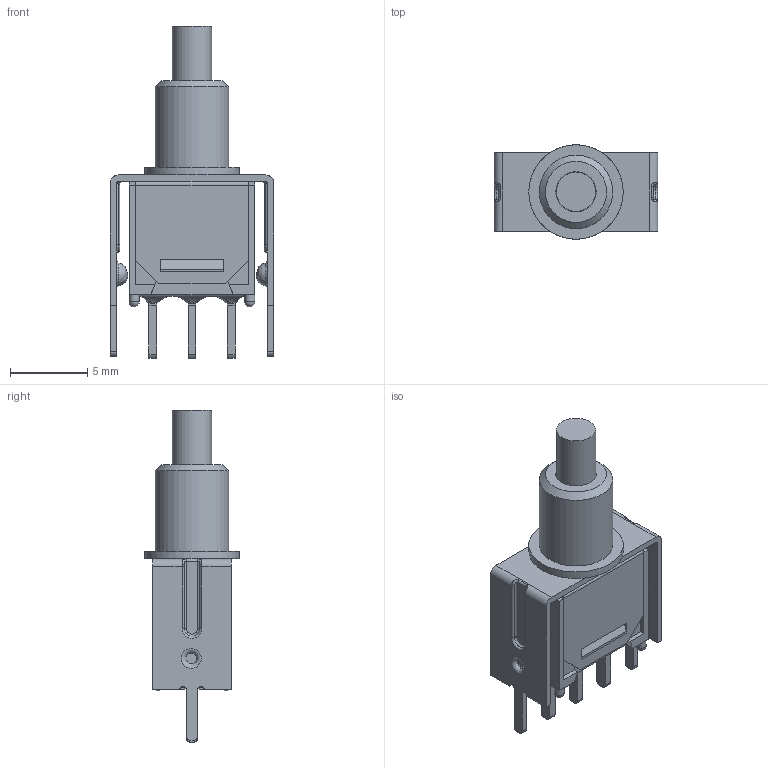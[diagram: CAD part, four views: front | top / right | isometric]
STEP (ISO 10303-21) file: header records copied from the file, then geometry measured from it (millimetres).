
FILE_DESCRIPTION(/* description */ (''),/* implementation_level */ '2;1');
FILE_NAME(/* name */ '800SPxB7VS2xE.stp',/* time_stamp */ '2025-05-16T11:05:50-05:00',/* author */ ('mroman'),/* organization */ (''),/* preprocessor_version */ 'ST-DEVELOPER v18.1',/* originating_system */ 'Autodesk Inventor 2022',/* authorisation */ '');
FILE_SCHEMA (('AUTOMOTIVE_DESIGN { 1 0 10303 214 3 1 1 }'));
Length unit declared in the file: centimetre
Products named in the file (1): 800SPxB7VS2xE
Bounding box: 10.56 x 6.1 x 21.46 mm (x, y, z)
Volume: 334.6 mm3; surface area: 1106.5 mm2
Topology: 2 solids, 3 shells, 255 faces, 665 edges, 412 vertices
Faces by surface type: plane 144, cylinder 60, bspline 28, torus 18, sphere 4, cone 1
Full cylindrical faces by diameter (mm): 0.65 x4, 0.7 x2, 2.54 x1, 2.6 x1, 4.75 x1, 6.1 x1
Entity records: 8807 total; most frequent: CARTESIAN_POINT 2651, ORIENTED_EDGE 1314, DIRECTION 1219, EDGE_CURVE 657, VERTEX_POINT 412, LINE 411, VECTOR 411, AXIS2_PLACEMENT_3D 404
